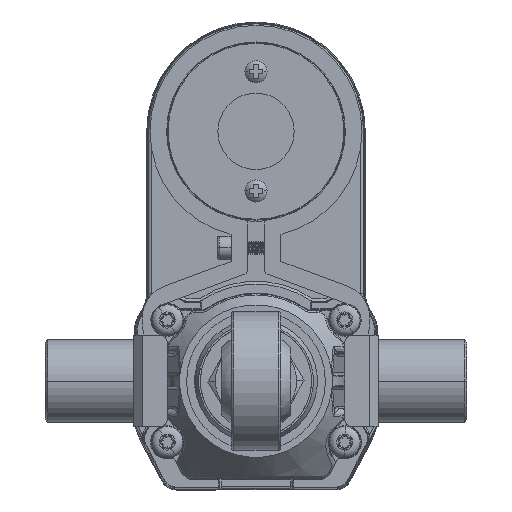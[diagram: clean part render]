
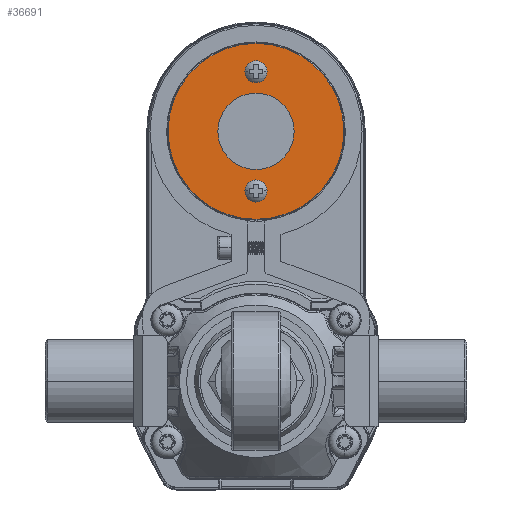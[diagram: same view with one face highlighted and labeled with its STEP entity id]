
A CAD part, front view. The second image highlights one B-rep face of the part: STEP entity #36691.
In plain terms, the highlighted planar face has unit normal (0, -1, 0).
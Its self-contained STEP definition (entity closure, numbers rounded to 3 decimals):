
#3160 = EDGE_LOOP ( 'NONE', ( #21696, #22850 ) ) ;
#3182 = CARTESIAN_POINT ( 'NONE',  ( 31.865, -103.662, 74. ) ) ;
#3537 = ORIENTED_EDGE ( 'NONE', *, *, #65616, .F. ) ;
#4975 = CIRCLE ( 'NONE', #47386, 31.7 ) ;
#6272 = CARTESIAN_POINT ( 'NONE',  ( 18.115, -103.662, 52.5 ) ) ;
#7431 = AXIS2_PLACEMENT_3D ( 'NONE', #52275, #19776, #57725 ) ;
#7473 = VERTEX_POINT ( 'NONE', #39374 ) ;
#8619 = DIRECTION ( 'NONE',  ( 1., 0., 0. ) ) ;
#10944 = VERTEX_POINT ( 'NONE', #6272 ) ;
#11395 = DIRECTION ( 'NONE',  ( 0., -1., 0. ) ) ;
#11834 = CIRCLE ( 'NONE', #36298, 4. ) ;
#12185 = DIRECTION ( 'NONE',  ( 0., -1., 0. ) ) ;
#12307 = AXIS2_PLACEMENT_3D ( 'NONE', #43911, #11395, #49394 ) ;
#12685 = EDGE_CURVE ( 'NONE', #49854, #7473, #68548, .T. ) ;
#15050 = EDGE_CURVE ( 'NONE', #7473, #49854, #11834, .T. ) ;
#15656 = CARTESIAN_POINT ( 'NONE',  ( 31.865, -103.662, 52.5 ) ) ;
#16293 = ORIENTED_EDGE ( 'NONE', *, *, #35561, .F. ) ;
#16849 = DIRECTION ( 'NONE',  ( 0., -1., 0. ) ) ;
#17168 = CARTESIAN_POINT ( 'NONE',  ( 63.565, -103.662, 52.5 ) ) ;
#17312 = VERTEX_POINT ( 'NONE', #17168 ) ;
#17331 = EDGE_CURVE ( 'NONE', #10944, #49597, #59730, .T. ) ;
#17457 = CARTESIAN_POINT ( 'NONE',  ( 31.865, -103.662, 74. ) ) ;
#19776 = DIRECTION ( 'NONE',  ( 0., 1., 0. ) ) ;
#20633 = CARTESIAN_POINT ( 'NONE',  ( 35.865, -103.662, 74. ) ) ;
#21118 = DIRECTION ( 'NONE',  ( 1., 0., 0. ) ) ;
#21671 = AXIS2_PLACEMENT_3D ( 'NONE', #17457, #55437, #22935 ) ;
#21696 = ORIENTED_EDGE ( 'NONE', *, *, #12685, .F. ) ;
#22850 = ORIENTED_EDGE ( 'NONE', *, *, #15050, .F. ) ;
#22854 = EDGE_CURVE ( 'NONE', #38779, #51964, #41665, .T. ) ;
#22935 = DIRECTION ( 'NONE',  ( 1., 0., 0. ) ) ;
#25866 = ORIENTED_EDGE ( 'NONE', *, *, #45746, .T. ) ;
#27537 = CARTESIAN_POINT ( 'NONE',  ( 31.865, -103.662, 52.5 ) ) ;
#28491 = EDGE_LOOP ( 'NONE', ( #3537, #36642 ) ) ;
#29353 = AXIS2_PLACEMENT_3D ( 'NONE', #44690, #12185, #50171 ) ;
#30731 = EDGE_CURVE ( 'NONE', #50931, #17312, #4975, .T. ) ;
#30748 = DIRECTION ( 'NONE',  ( 0., -1., 0. ) ) ;
#31988 = EDGE_LOOP ( 'NONE', ( #16293, #40262 ) ) ;
#33034 = CARTESIAN_POINT ( 'NONE',  ( 0.165, -103.662, 52.5 ) ) ;
#33047 = DIRECTION ( 'NONE',  ( 1., 0., 0. ) ) ;
#35561 = EDGE_CURVE ( 'NONE', #49597, #10944, #69876, .T. ) ;
#36298 = AXIS2_PLACEMENT_3D ( 'NONE', #63256, #30748, #68672 ) ;
#36642 = ORIENTED_EDGE ( 'NONE', *, *, #22854, .F. ) ;
#36691 = ADVANCED_FACE ( 'NONE', ( #67157, #38351, #40039, #52765 ), #57482, .F. ) ;
#37919 = ORIENTED_EDGE ( 'NONE', *, *, #30731, .T. ) ;
#37963 = CARTESIAN_POINT ( 'NONE',  ( 35.865, -103.662, 31. ) ) ;
#38351 = FACE_BOUND ( 'NONE', #3160, .T. ) ;
#38779 = VERTEX_POINT ( 'NONE', #69089 ) ;
#39374 = CARTESIAN_POINT ( 'NONE',  ( 27.865, -103.662, 31. ) ) ;
#40039 = FACE_BOUND ( 'NONE', #31988, .T. ) ;
#40262 = ORIENTED_EDGE ( 'NONE', *, *, #17331, .F. ) ;
#41125 = DIRECTION ( 'NONE',  ( 0., -1., 0. ) ) ;
#41665 = CIRCLE ( 'NONE', #21671, 4. ) ;
#43911 = CARTESIAN_POINT ( 'NONE',  ( 31.865, -103.662, 52.5 ) ) ;
#44690 = CARTESIAN_POINT ( 'NONE',  ( 31.865, -103.662, 52.5 ) ) ;
#45746 = EDGE_CURVE ( 'NONE', #17312, #50931, #50185, .T. ) ;
#46529 = CARTESIAN_POINT ( 'NONE',  ( 45.615, -103.662, 52.5 ) ) ;
#47386 = AXIS2_PLACEMENT_3D ( 'NONE', #27537, #65505, #33047 ) ;
#49378 = CARTESIAN_POINT ( 'NONE',  ( 31.865, -103.662, 31. ) ) ;
#49394 = DIRECTION ( 'NONE',  ( 1., 0., 0. ) ) ;
#49597 = VERTEX_POINT ( 'NONE', #46529 ) ;
#49854 = VERTEX_POINT ( 'NONE', #37963 ) ;
#50171 = DIRECTION ( 'NONE',  ( 1., 0., 0. ) ) ;
#50185 = CIRCLE ( 'NONE', #59948, 31.7 ) ;
#50931 = VERTEX_POINT ( 'NONE', #33034 ) ;
#51964 = VERTEX_POINT ( 'NONE', #20633 ) ;
#52275 = CARTESIAN_POINT ( 'NONE',  ( 31.865, -103.662, 52.5 ) ) ;
#52765 = FACE_BOUND ( 'NONE', #28491, .T. ) ;
#53623 = DIRECTION ( 'NONE',  ( 0., -1., 0. ) ) ;
#54788 = DIRECTION ( 'NONE',  ( 1., 0., 0. ) ) ;
#55437 = DIRECTION ( 'NONE',  ( 0., -1., 0. ) ) ;
#57482 = PLANE ( 'NONE',  #7431 ) ;
#57725 = DIRECTION ( 'NONE',  ( 1., 0., 0. ) ) ;
#57801 = AXIS2_PLACEMENT_3D ( 'NONE', #3182, #41125, #8619 ) ;
#59730 = CIRCLE ( 'NONE', #29353, 13.75 ) ;
#59948 = AXIS2_PLACEMENT_3D ( 'NONE', #15656, #53623, #21118 ) ;
#63256 = CARTESIAN_POINT ( 'NONE',  ( 31.865, -103.662, 31. ) ) ;
#63976 = EDGE_LOOP ( 'NONE', ( #25866, #37919 ) ) ;
#65192 = CIRCLE ( 'NONE', #57801, 4. ) ;
#65505 = DIRECTION ( 'NONE',  ( 0., -1., 0. ) ) ;
#65616 = EDGE_CURVE ( 'NONE', #51964, #38779, #65192, .T. ) ;
#66515 = AXIS2_PLACEMENT_3D ( 'NONE', #49378, #16849, #54788 ) ;
#67157 = FACE_OUTER_BOUND ( 'NONE', #63976, .T. ) ;
#68548 = CIRCLE ( 'NONE', #66515, 4. ) ;
#68672 = DIRECTION ( 'NONE',  ( 1., 0., 0. ) ) ;
#69089 = CARTESIAN_POINT ( 'NONE',  ( 27.865, -103.662, 74. ) ) ;
#69876 = CIRCLE ( 'NONE', #12307, 13.75 ) ;
